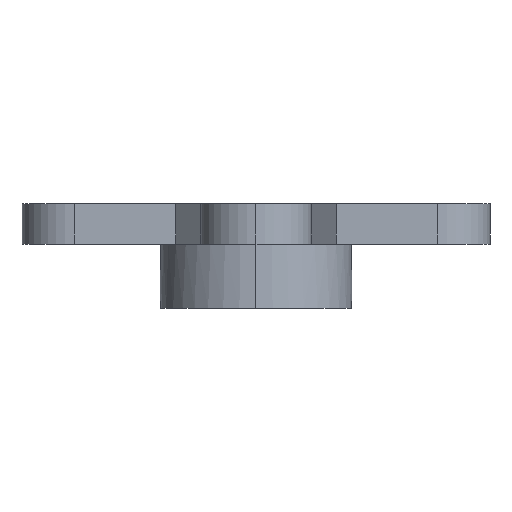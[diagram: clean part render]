
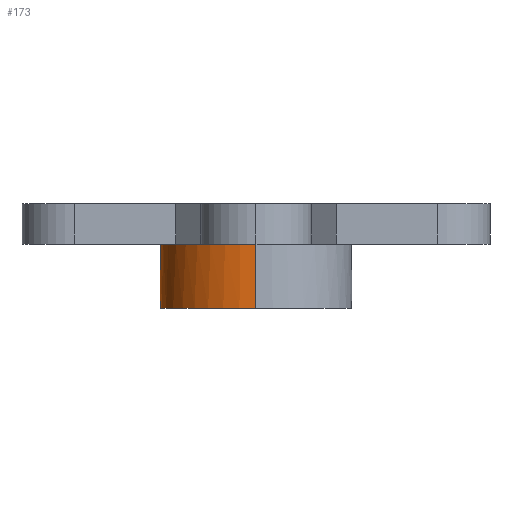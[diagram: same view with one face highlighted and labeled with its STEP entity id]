
A CAD part, front view. The second image highlights one B-rep face of the part: STEP entity #173.
In plain terms, the highlighted cylindrical face has radius 3.425 mm (diameter 6.85 mm), a partial arc.
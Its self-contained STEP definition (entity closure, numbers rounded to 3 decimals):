
#173=ADVANCED_FACE('',(#360),#361,.T.);
#360=FACE_OUTER_BOUND('',#601,.T.);
#361=CYLINDRICAL_SURFACE('',#602,3.425);
#601=EDGE_LOOP('',(#931,#932,#933,#934,#935));
#602=AXIS2_PLACEMENT_3D('',#936,#937,#938);
#931=ORIENTED_EDGE('',*,*,#1482,.F.);
#932=ORIENTED_EDGE('',*,*,#1483,.T.);
#933=ORIENTED_EDGE('',*,*,#1484,.F.);
#934=ORIENTED_EDGE('',*,*,#1485,.T.);
#935=ORIENTED_EDGE('',*,*,#1486,.T.);
#936=CARTESIAN_POINT('',(0.0,-30.0,0.0));
#937=DIRECTION('',(0.0,0.0,1.0));
#938=DIRECTION('',(-1.0,0.,0.0));
#1482=EDGE_CURVE('',#1821,#1822,#1823,.T.);
#1483=EDGE_CURVE('',#1821,#1824,#1825,.T.);
#1484=EDGE_CURVE('',#1826,#1824,#1827,.T.);
#1485=EDGE_CURVE('',#1826,#1828,#1829,.T.);
#1486=EDGE_CURVE('28:8391',#1828,#1822,#1830,.T.);
#1821=VERTEX_POINT('',#2238);
#1822=VERTEX_POINT('',#2239);
#1823=LINE('',#2240,#2241);
#1824=VERTEX_POINT('',#2242);
#1825=CIRCLE('',#2243,3.425);
#1826=VERTEX_POINT('',#2244);
#1827=LINE('',#2245,#2246);
#1828=VERTEX_POINT('',#2247);
#1829=CIRCLE('',#2248,3.425);
#1830=CIRCLE('',#2249,3.425);
#2238=CARTESIAN_POINT('',(-3.425,-30.0,1.05));
#2239=CARTESIAN_POINT('',(-3.425,-30.0,3.35));
#2240=CARTESIAN_POINT('',(-3.425,-30.0,2.2));
#2241=VECTOR('',#2636,1.0);
#2242=CARTESIAN_POINT('',(3.425,-30.0,1.05));
#2243=AXIS2_PLACEMENT_3D('',#2637,#2638,#2639);
#2244=CARTESIAN_POINT('',(3.425,-30.0,3.35));
#2245=CARTESIAN_POINT('',(3.425,-30.0,2.2));
#2246=VECTOR('',#2640,1.0);
#2247=CARTESIAN_POINT('',(1.875,-32.866,3.35));
#2248=AXIS2_PLACEMENT_3D('',#2641,#2642,#2643);
#2249=AXIS2_PLACEMENT_3D('',#2644,#2645,#2646);
#2636=DIRECTION('',(0.0,0.0,1.0));
#2637=CARTESIAN_POINT('',(0.0,-30.0,1.05));
#2638=DIRECTION('',(0.0,0.0,1.0));
#2639=DIRECTION('',(-1.0,0.,0.0));
#2640=DIRECTION('',(-0.0,-0.0,-1.0));
#2641=CARTESIAN_POINT('',(0.,-30.0,3.35));
#2642=DIRECTION('',(0.0,0.0,-1.0));
#2643=DIRECTION('',(1.0,0.0,0.0));
#2644=CARTESIAN_POINT('',(0.,-30.0,3.35));
#2645=DIRECTION('',(0.0,0.0,-1.0));
#2646=DIRECTION('',(1.0,0.0,0.0));
